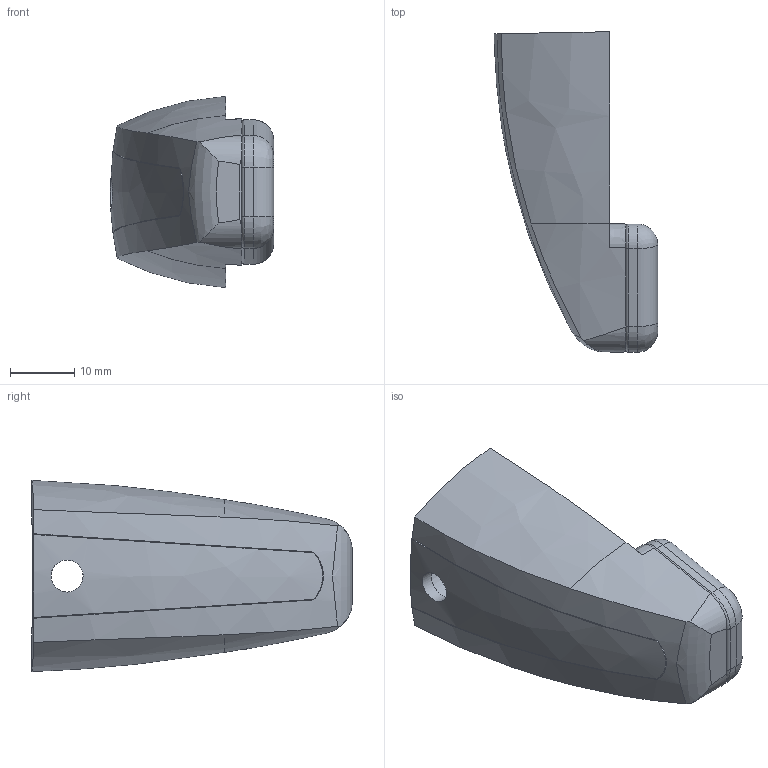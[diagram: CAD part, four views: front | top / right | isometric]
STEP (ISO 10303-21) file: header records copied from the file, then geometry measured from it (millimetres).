
FILE_DESCRIPTION(/* description */ ('AUB Co-act EGP-Top jaw AUB Co-act EGP'),/* implementation_level */ '2;1');
FILE_NAME(/* name */ '12.stp',/* time_stamp */ '2022-09-14T01:23:47+02:00',/* author */ ('Robert'),/* organization */ ('SCHUNK'),/* preprocessor_version */ 'ST-DEVELOPER v19',/* originating_system */ 'Autodesk Inventor 2023',/* authorisation */ '');
FILE_SCHEMA (('AUTOMOTIVE_DESIGN { 1 0 10303 214 3 1 1 }'));
Length unit declared in the file: millimetre
Products named in the file (4): SCHUNK-1401285 AUB Co-act EGP 40 0/12, Fingereinsatz Typ A Co-act EGP
-C; Dummy SCHUNK-1401285 AUB Co-act EGP 40 0/12, Fingereinsatz Typ A Co-a
ct EGP-C; SCHUNK-1012602-FIN Co-act EGP 40/12; SCHUNK-1352153-Fingereinsatz Typ A Co-act EGP-C
Assembly tree (3 placements, depth 2):
  SCHUNK-1401285 AUB Co-act EGP 40 0/12, Fingereinsatz Typ A Co-act EGP
-C
    Dummy SCHUNK-1401285 AUB Co-act EGP 40 0/12, Fingereinsatz Typ A Co-a
ct EGP-C
    SCHUNK-1012602-FIN Co-act EGP 40/12
    SCHUNK-1352153-Fingereinsatz Typ A Co-act EGP-C
Bounding box: 25.49 x 50 x 29.85 mm (x, y, z)
Volume: 16076.4 mm3; surface area: 6717.6 mm2
Topology: 2 solids, 2 shells, 65 faces, 171 edges, 108 vertices
Faces by surface type: plane 28, cylinder 20, bspline 10, torus 5, sphere 2
Full cylindrical faces by diameter (mm): 5 x1, 5.2 x1, 9 x1
Entity records: 2677 total; most frequent: CARTESIAN_POINT 959, ORIENTED_EDGE 342, DIRECTION 296, EDGE_CURVE 171, VERTEX_POINT 108, AXIS2_PLACEMENT_3D 107, LINE 82, VECTOR 82
